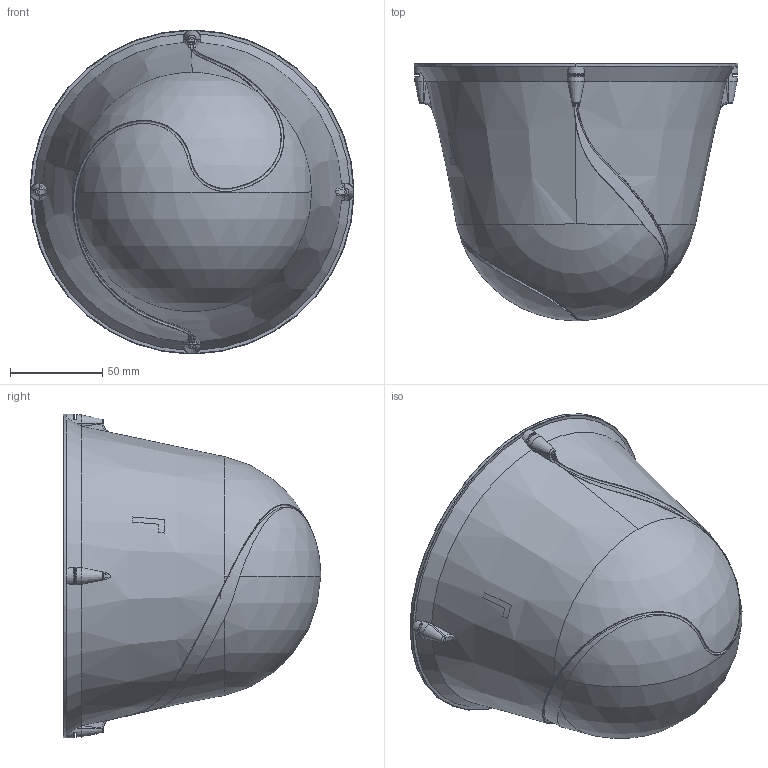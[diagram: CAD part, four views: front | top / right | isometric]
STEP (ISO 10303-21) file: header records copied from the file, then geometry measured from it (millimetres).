
FILE_DESCRIPTION (( 'STEP AP214' ), '1' );
FILE_NAME ('XMSGP030A10.01-001 breast_cup_outer_L 214.STEP', '2016-12-12T22:57:03', ( '' ), ( '' ), 'SwSTEP 2.0', 'SolidWorks 2016', '' );
FILE_SCHEMA (( 'AUTOMOTIVE_DESIGN' ));
Length unit declared in the file: millimetre
Products named in the file (1): XMSGP030A10.01-001 breast_cup_outer_L 214
Bounding box: 176 x 140 x 176 mm (x, y, z)
Volume: 186234 mm3; surface area: 132397.2 mm2
Topology: 1 solids, 1 shells, 192 faces, 471 edges, 279 vertices
Faces by surface type: bspline 62, cone 36, torus 32, plane 32, cylinder 22, sphere 8
Entity records: 11907 total; most frequent: CARTESIAN_POINT 7922, ORIENTED_EDGE 926, DIRECTION 713, EDGE_CURVE 463, AXIS2_PLACEMENT_3D 330, VERTEX_POINT 279, EDGE_LOOP 204, CIRCLE 199
